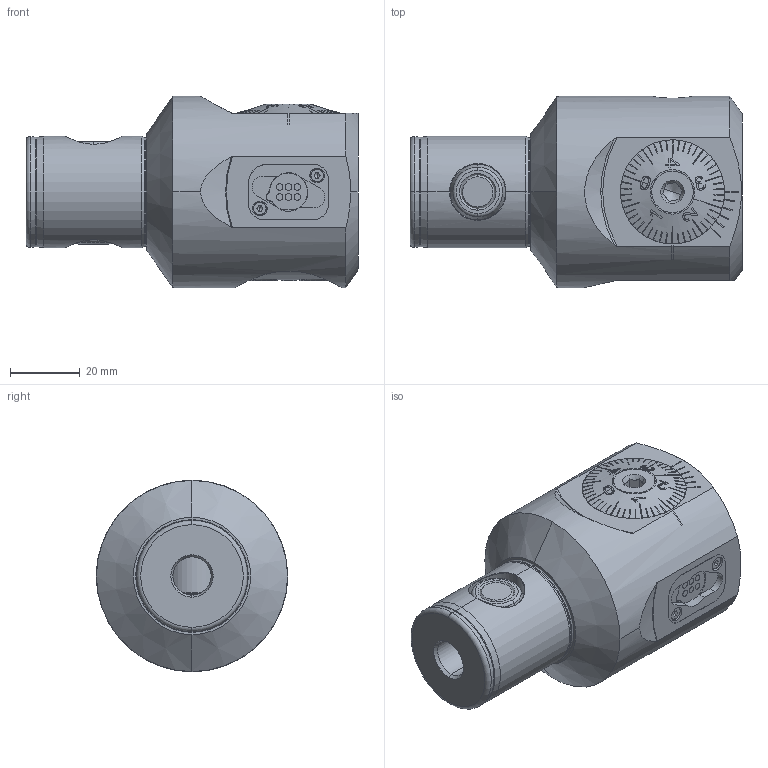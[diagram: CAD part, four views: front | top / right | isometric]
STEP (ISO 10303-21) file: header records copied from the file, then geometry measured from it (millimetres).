
FILE_DESCRIPTION (( 'STEP AP214' ), '1' );
FILE_NAME ('MD5.A55.DA4.055.STEP', '2022-12-20T10:22:35', ( '' ), ( '' ), 'SwSTEP 2.0', 'SolidWorks 2017', '' );
FILE_SCHEMA (( 'AUTOMOTIVE_DESIGN' ));
Length unit declared in the file: millimetre
Products named in the file (26): Klebstoff D10; MD5.A55.DA4.055; A55-BG1.DA4.041; MD5-ER3.010.006_A; A55-BG2.014.007_A_mit Gewinde; MD5-ER1.016.030_A; ISO 4762 - M2 x 4; A55-BG1.012.007_C; MD5-ER2.016.020_A; DIN 3771 - 25x1.5; DIN 3771 - 13x1; PEF-DA3.010.032_A_F55; WCB-ER2.001.009_A; A55-BG1.DA3.041_A; Fxx-BG7.DA1.0xx_B_F55; A55-BG2.012.006_B; DIN 3771 - 17x2; A55-BG2.013.005_C; A55-BG3.011.033_A_gek〉zt; MD5-A55.DA3.055_A_Fertigbearbeitung; Fxx-MAB.xxx.xxx_A_F32x1.3; MD5-BG1.016.030; DIN 3771 - 14x1; ISO 4026 - M10 x 8; A55-BG2.011.016_D; ISO 4026 - M10 x 16_PreviewCfg
Assembly tree (28 placements, depth 3):
  MD5.A55.DA4.055
    MD5-A55.DA3.055_A_Fertigbearbeitung
    A55-BG3.011.033_A_gek〉zt
    ISO 4026 - M10 x 8
    WCB-ER2.001.009_A
    Klebstoff D10
    A55-BG1.DA4.041
      A55-BG1.DA3.041_A
      A55-BG1.012.007_C
      A55-BG2.011.016_D
      A55-BG2.013.005_C
      DIN 3771 - 25x1.5
      A55-BG2.014.007_A_mit Gewinde
      A55-BG2.012.006_B
      Fxx-MAB.xxx.xxx_A_F32x1.3
      ISO 4026 - M10 x 16_PreviewCfg  x2
      DIN 3771 - 17x2
    Fxx-BG7.DA1.0xx_B_F55
    PEF-DA3.010.032_A_F55
    DIN 3771 - 13x1
    ISO 4762 - M2 x 4  x2
    MD5-BG1.016.030
      MD5-ER2.016.020_A
      MD5-ER1.016.030_A
      DIN 3771 - 14x1  x2
    MD5-ER3.010.006_A
Bounding box: 95.54 x 55 x 55 mm (x, y, z)
Volume: 137303 mm3; surface area: 48089.4 mm2
Topology: 38 solids, 38 shells, 1147 faces, 2818 edges, 1763 vertices
Faces by surface type: plane 505, cylinder 246, cone 227, torus 105, bspline 62, sphere 2
Entity records: 52210 total; most frequent: CARTESIAN_POINT 21367, ORIENTED_EDGE 5408, DIRECTION 5033, EDGE_CURVE 2704, AXIS2_PLACEMENT_3D 1932, VERTEX_POINT 1706, EDGE_LOOP 1184, LINE 1169
